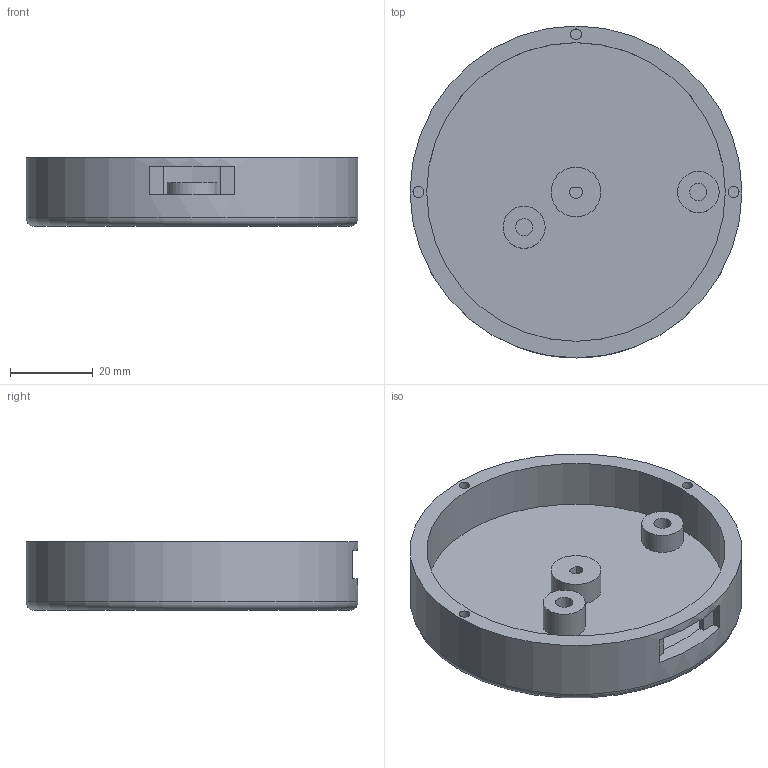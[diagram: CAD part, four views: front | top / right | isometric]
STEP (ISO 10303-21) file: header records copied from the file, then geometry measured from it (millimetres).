
FILE_DESCRIPTION(/* description */ (''),/* implementation_level */ '2;1');
FILE_NAME(/* name */ 'Lower Shell.step',/* time_stamp */ '2025-12-09T20:25:16-08:00',/* author */ (''),/* organization */ (''),/* preprocessor_version */ 'ST-DEVELOPER v20.1',/* originating_system */ 'Autodesk Translation Framework v14.21.0.0',/* authorisation */ '');
FILE_SCHEMA (('AUTOMOTIVE_DESIGN { 1 0 10303 214 3 1 1 }'));
Length unit declared in the file: millimetre
Products named in the file (1): Lower Shell
Bounding box: 80 x 80 x 16.5 mm (x, y, z)
Volume: 34651.8 mm3; surface area: 17736.5 mm2
Topology: 1 solids, 1 shells, 33 faces, 63 edges, 42 vertices
Faces by surface type: plane 21, cylinder 11, torus 1
Full cylindrical faces by diameter (mm): 2.6 x3, 4.15 x2, 10 x1, 10.15 x1, 12 x1, 72 x1, 80 x1
Entity records: 890 total; most frequent: DIRECTION 160, CARTESIAN_POINT 139, ORIENTED_EDGE 126, EDGE_CURVE 63, AXIS2_PLACEMENT_3D 63, EDGE_LOOP 45, VERTEX_POINT 42, LINE 34
